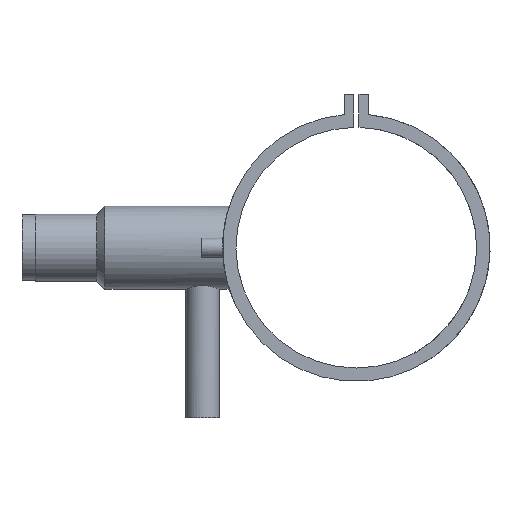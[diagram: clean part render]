
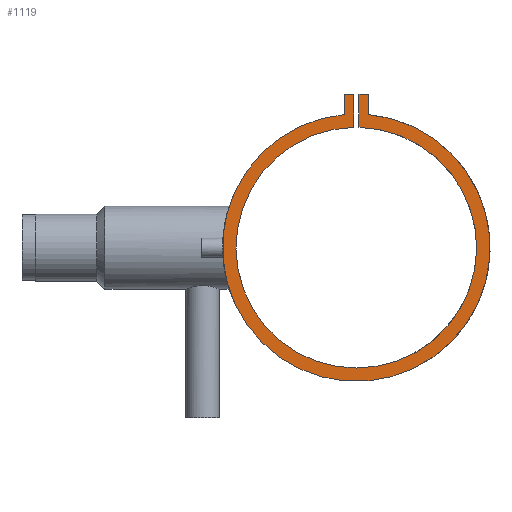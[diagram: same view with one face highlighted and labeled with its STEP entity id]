
A CAD part, left-side view. The second image highlights one B-rep face of the part: STEP entity #1119.
In plain terms, the highlighted planar face has unit normal (-1, 0, 0).
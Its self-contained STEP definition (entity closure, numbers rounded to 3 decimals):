
#45 = EDGE_CURVE ( 'NONE', #2328, #1399, #2042, .T. ) ;
#50 = CARTESIAN_POINT ( 'NONE',  ( -69., -2., 114.594 ) ) ;
#162 = EDGE_CURVE ( 'NONE', #1525, #2328, #189, .T. ) ;
#182 = AXIS2_PLACEMENT_3D ( 'NONE', #2418, #756, #1504 ) ;
#189 = CIRCLE ( 'NONE', #182, 100. ) ;
#203 = DIRECTION ( 'NONE',  ( 0., 0., -1. ) ) ;
#245 = CARTESIAN_POINT ( 'NONE',  ( -69., 9., 114.594 ) ) ;
#341 = EDGE_CURVE ( 'NONE', #1390, #1525, #1570, .T. ) ;
#368 = LINE ( 'NONE', #1114, #385 ) ;
#371 = EDGE_CURVE ( 'NONE', #2061, #1390, #1760, .T. ) ;
#376 = CARTESIAN_POINT ( 'NONE',  ( -69., 9., 114.594 ) ) ;
#385 = VECTOR ( 'NONE', #1856, 1000. ) ;
#398 = CARTESIAN_POINT ( 'NONE',  ( -69., -2., 114.594 ) ) ;
#402 = PLANE ( 'NONE',  #1863 ) ;
#452 = ORIENTED_EDGE ( 'NONE', *, *, #604, .F. ) ;
#485 = VECTOR ( 'NONE', #1123, 1000. ) ;
#516 = DIRECTION ( 'NONE',  ( 0., 0., -1. ) ) ;
#604 = EDGE_CURVE ( 'NONE', #1825, #986, #1641, .T. ) ;
#640 = DIRECTION ( 'NONE',  ( 0., 0., -1. ) ) ;
#756 = DIRECTION ( 'NONE',  ( 1., 0., 0. ) ) ;
#828 = DIRECTION ( 'NONE',  ( 0., -1., 0. ) ) ;
#942 = CARTESIAN_POINT ( 'NONE',  ( -69., 2., 114.594 ) ) ;
#973 = ORIENTED_EDGE ( 'NONE', *, *, #45, .F. ) ;
#986 = VERTEX_POINT ( 'NONE', #1295 ) ;
#1000 = DIRECTION ( 'NONE',  ( 0., -1., 0. ) ) ;
#1037 = ORIENTED_EDGE ( 'NONE', *, *, #341, .F. ) ;
#1047 = VERTEX_POINT ( 'NONE', #942 ) ;
#1056 = ORIENTED_EDGE ( 'NONE', *, *, #1411, .F. ) ;
#1114 = CARTESIAN_POINT ( 'NONE',  ( -69., 2., 114.594 ) ) ;
#1119 = ADVANCED_FACE ( 'NONE', ( #2069 ), #402, .F. ) ;
#1123 = DIRECTION ( 'NONE',  ( 0., 0., 1. ) ) ;
#1145 = DIRECTION ( 'NONE',  ( 0., 0., 1. ) ) ;
#1149 = CARTESIAN_POINT ( 'NONE',  ( -69., 0., 0. ) ) ;
#1183 = CARTESIAN_POINT ( 'NONE',  ( -69., 9., 114.594 ) ) ;
#1214 = VECTOR ( 'NONE', #640, 1000. ) ;
#1268 = EDGE_CURVE ( 'NONE', #986, #2061, #2065, .T. ) ;
#1295 = CARTESIAN_POINT ( 'NONE',  ( -69., -2., 89.978 ) ) ;
#1319 = VECTOR ( 'NONE', #1145, 1000. ) ;
#1390 = VERTEX_POINT ( 'NONE', #2288 ) ;
#1399 = VERTEX_POINT ( 'NONE', #1183 ) ;
#1407 = VECTOR ( 'NONE', #1000, 1000. ) ;
#1411 = EDGE_CURVE ( 'NONE', #1399, #1047, #1924, .T. ) ;
#1420 = CARTESIAN_POINT ( 'NONE',  ( -69., 9., 99.594 ) ) ;
#1439 = CARTESIAN_POINT ( 'NONE',  ( -69., 0., 0. ) ) ;
#1504 = DIRECTION ( 'NONE',  ( 0., 0., -1. ) ) ;
#1525 = VERTEX_POINT ( 'NONE', #1859 ) ;
#1570 = LINE ( 'NONE', #2301, #1214 ) ;
#1641 = CIRCLE ( 'NONE', #1939, 90. ) ;
#1760 = LINE ( 'NONE', #50, #1835 ) ;
#1810 = CARTESIAN_POINT ( 'NONE',  ( -69., -2., 114.594 ) ) ;
#1811 = EDGE_CURVE ( 'NONE', #1047, #1825, #368, .T. ) ;
#1825 = VERTEX_POINT ( 'NONE', #2230 ) ;
#1835 = VECTOR ( 'NONE', #828, 1000. ) ;
#1856 = DIRECTION ( 'NONE',  ( 0., 0., -1. ) ) ;
#1858 = ORIENTED_EDGE ( 'NONE', *, *, #1811, .F. ) ;
#1859 = CARTESIAN_POINT ( 'NONE',  ( -69., -9., 99.594 ) ) ;
#1863 = AXIS2_PLACEMENT_3D ( 'NONE', #1149, #1887, #203 ) ;
#1887 = DIRECTION ( 'NONE',  ( 1., 0., 0. ) ) ;
#1924 = LINE ( 'NONE', #245, #1407 ) ;
#1939 = AXIS2_PLACEMENT_3D ( 'NONE', #1439, #2174, #516 ) ;
#1943 = EDGE_LOOP ( 'NONE', ( #2272, #1037, #2434, #2245, #452, #1858, #1056, #973 ) ) ;
#2042 = LINE ( 'NONE', #376, #485 ) ;
#2061 = VERTEX_POINT ( 'NONE', #1810 ) ;
#2065 = LINE ( 'NONE', #398, #1319 ) ;
#2069 = FACE_OUTER_BOUND ( 'NONE', #1943, .T. ) ;
#2174 = DIRECTION ( 'NONE',  ( -1., 0., 0. ) ) ;
#2230 = CARTESIAN_POINT ( 'NONE',  ( -69., 2., 89.978 ) ) ;
#2245 = ORIENTED_EDGE ( 'NONE', *, *, #1268, .F. ) ;
#2272 = ORIENTED_EDGE ( 'NONE', *, *, #162, .F. ) ;
#2288 = CARTESIAN_POINT ( 'NONE',  ( -69., -9., 114.594 ) ) ;
#2301 = CARTESIAN_POINT ( 'NONE',  ( -69., -9., 114.594 ) ) ;
#2328 = VERTEX_POINT ( 'NONE', #1420 ) ;
#2418 = CARTESIAN_POINT ( 'NONE',  ( -69., 0., 0. ) ) ;
#2434 = ORIENTED_EDGE ( 'NONE', *, *, #371, .F. ) ;
